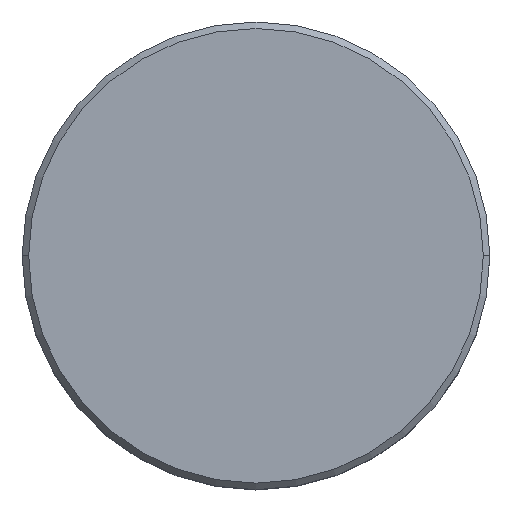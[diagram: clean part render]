
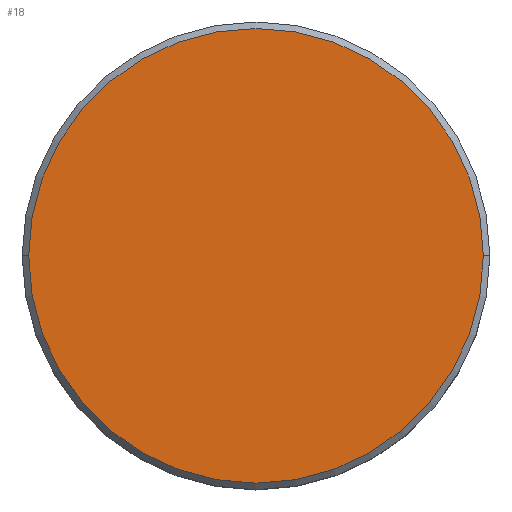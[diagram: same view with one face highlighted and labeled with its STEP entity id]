
A CAD part, top view. The second image highlights one B-rep face of the part: STEP entity #18.
In plain terms, the highlighted planar face has unit normal (0, 0, 1).
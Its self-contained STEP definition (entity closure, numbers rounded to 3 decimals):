
#16 = CARTESIAN_POINT ( 'NONE',  ( 0., 0., 0. ) ) ;
#18 = ADVANCED_FACE ( 'NONE', ( #25 ), #417, .T. ) ;
#25 = FACE_OUTER_BOUND ( 'NONE', #93, .T. ) ;
#41 = VERTEX_POINT ( 'NONE', #60 ) ;
#50 = DIRECTION ( 'NONE',  ( 0., 0., 1. ) ) ;
#60 = CARTESIAN_POINT ( 'NONE',  ( -17.5, 0., 0. ) ) ;
#80 = CARTESIAN_POINT ( 'NONE',  ( 0., 0., 0. ) ) ;
#90 = AXIS2_PLACEMENT_3D ( 'NONE', #110, #346, #187 ) ;
#93 = EDGE_LOOP ( 'NONE', ( #313, #170 ) ) ;
#109 = DIRECTION ( 'NONE',  ( 0., 0., 1. ) ) ;
#110 = CARTESIAN_POINT ( 'NONE',  ( 0., 0., 0. ) ) ;
#123 = CARTESIAN_POINT ( 'NONE',  ( 17.5, 0., 0. ) ) ;
#153 = DIRECTION ( 'NONE',  ( 1., 0., 0. ) ) ;
#170 = ORIENTED_EDGE ( 'NONE', *, *, #242, .T. ) ;
#187 = DIRECTION ( 'NONE',  ( 1., 0., 0. ) ) ;
#191 = AXIS2_PLACEMENT_3D ( 'NONE', #80, #50, #153 ) ;
#242 = EDGE_CURVE ( 'NONE', #391, #41, #415, .T. ) ;
#269 = DIRECTION ( 'NONE',  ( 1., 0., 0. ) ) ;
#277 = AXIS2_PLACEMENT_3D ( 'NONE', #16, #109, #269 ) ;
#304 = CIRCLE ( 'NONE', #277, 17.5 ) ;
#313 = ORIENTED_EDGE ( 'NONE', *, *, #429, .T. ) ;
#346 = DIRECTION ( 'NONE',  ( 0., 0., 1. ) ) ;
#391 = VERTEX_POINT ( 'NONE', #123 ) ;
#415 = CIRCLE ( 'NONE', #191, 17.5 ) ;
#417 = PLANE ( 'NONE',  #90 ) ;
#429 = EDGE_CURVE ( 'NONE', #41, #391, #304, .T. ) ;
